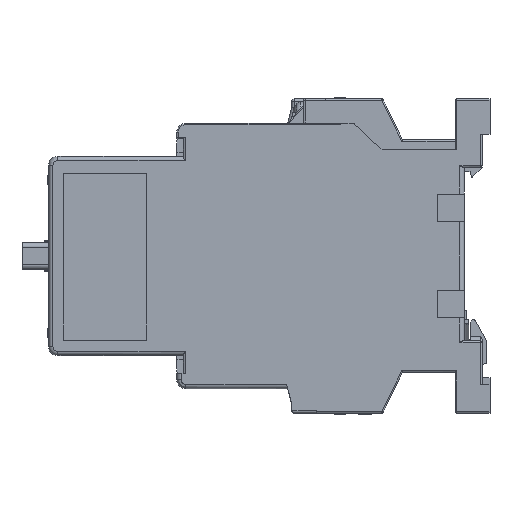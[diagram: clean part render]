
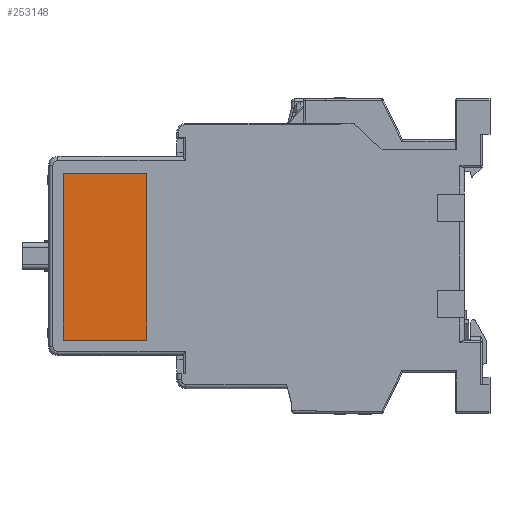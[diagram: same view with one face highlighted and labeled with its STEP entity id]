
A CAD part, left-side view. The second image highlights one B-rep face of the part: STEP entity #253148.
In plain terms, the highlighted planar face has unit normal (-1, 0, 0).
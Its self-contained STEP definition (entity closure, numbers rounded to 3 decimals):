
#95096=DIRECTION('',(0.,0.,-1.));
#95097=VECTOR('',#95096,37.75);
#95098=CARTESIAN_POINT('',(0.1,77.57,-17.06));
#95099=LINE('',#95098,#95097);
#95100=DIRECTION('',(0.,1.,0.));
#95101=VECTOR('',#95100,18.94);
#95102=CARTESIAN_POINT('',(0.1,77.57,-54.81));
#95103=LINE('',#95102,#95101);
#95104=DIRECTION('',(0.,0.,1.));
#95105=VECTOR('',#95104,37.75);
#95106=CARTESIAN_POINT('',(0.1,96.51,-54.81));
#95107=LINE('',#95106,#95105);
#95108=DIRECTION('',(0.,-1.,0.));
#95109=VECTOR('',#95108,18.94);
#95110=CARTESIAN_POINT('',(0.1,96.51,-17.06));
#95111=LINE('',#95110,#95109);
#102182=CARTESIAN_POINT('',(0.1,77.57,-17.06));
#102183=CARTESIAN_POINT('',(0.1,77.57,-54.81));
#102184=VERTEX_POINT('',#102182);
#102185=VERTEX_POINT('',#102183);
#102186=CARTESIAN_POINT('',(0.1,96.51,-54.81));
#102187=VERTEX_POINT('',#102186);
#102188=CARTESIAN_POINT('',(0.1,96.51,-17.06));
#102189=VERTEX_POINT('',#102188);
#253135=CARTESIAN_POINT('',(0.1,99.8,-52.55));
#253136=DIRECTION('',(1.,0.,0.));
#253137=DIRECTION('',(0.,1.,0.));
#253138=AXIS2_PLACEMENT_3D('',#253135,#253136,#253137);
#253139=PLANE('',#253138);
#253140=ORIENTED_EDGE('',*,*,#253102,.T.);
#253142=ORIENTED_EDGE('',*,*,#253141,.T.);
#253144=ORIENTED_EDGE('',*,*,#253143,.T.);
#253145=ORIENTED_EDGE('',*,*,#253120,.T.);
#253146=EDGE_LOOP('',(#253140,#253142,#253144,#253145));
#253147=FACE_OUTER_BOUND('',#253146,.F.);
#253148=ADVANCED_FACE('',(#253147),#253139,.F.);
#253102=EDGE_CURVE('',#102184,#102185,#95099,.T.);
#253120=EDGE_CURVE('',#102189,#102184,#95111,.T.);
#253141=EDGE_CURVE('',#102185,#102187,#95103,.T.);
#253143=EDGE_CURVE('',#102187,#102189,#95107,.T.);
